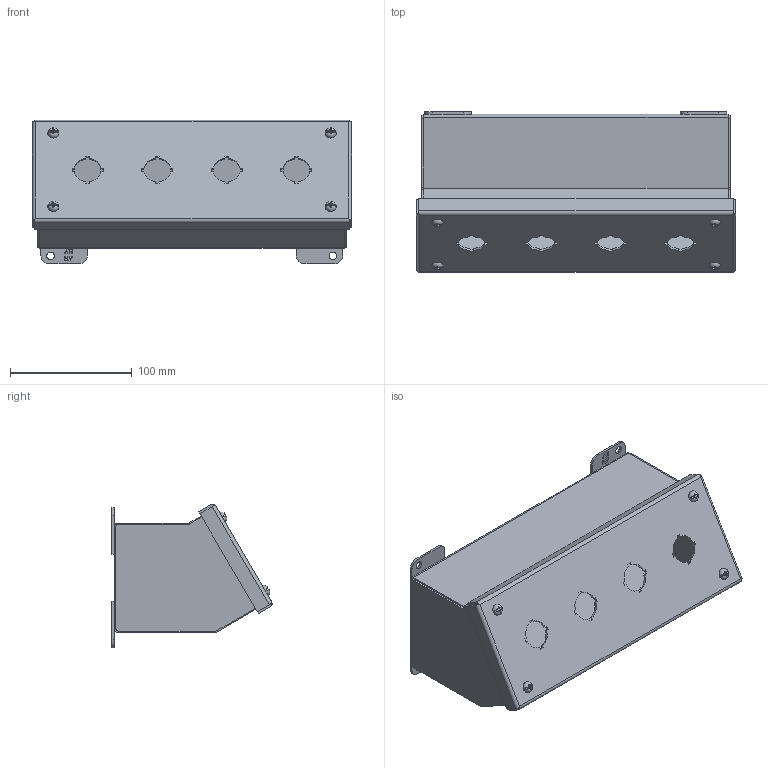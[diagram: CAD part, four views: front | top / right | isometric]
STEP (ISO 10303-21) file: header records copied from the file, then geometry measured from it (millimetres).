
FILE_DESCRIPTION (( 'STEP AP203' ), '1' );
FILE_NAME ('1490MD4_Default.step', '2019-11-12T20:31:34', ( '' ), ( '' ), 'SwSTEP 2.0', 'SolidWorks 2019', '' );
FILE_SCHEMA (( 'CONFIG_CONTROL_DESIGN' ));
Length unit declared in the file: inch
Products named in the file (1): 1490MD4_Default
Bounding box: 261.92 x 131.48 x 117.72 mm (x, y, z)
Volume: 256213.6 mm3; surface area: 289104.8 mm2
Topology: 21 solids, 21 shells, 660 faces, 1716 edges, 1125 vertices
Faces by surface type: plane 466, cylinder 156, cone 22, torus 8, bspline 8
Entity records: 20640 total; most frequent: CARTESIAN_POINT 4237, ORIENTED_EDGE 3428, DIRECTION 3301, EDGE_CURVE 1714, LINE 1235, VECTOR 1235, VERTEX_POINT 1125, AXIS2_PLACEMENT_3D 1033
